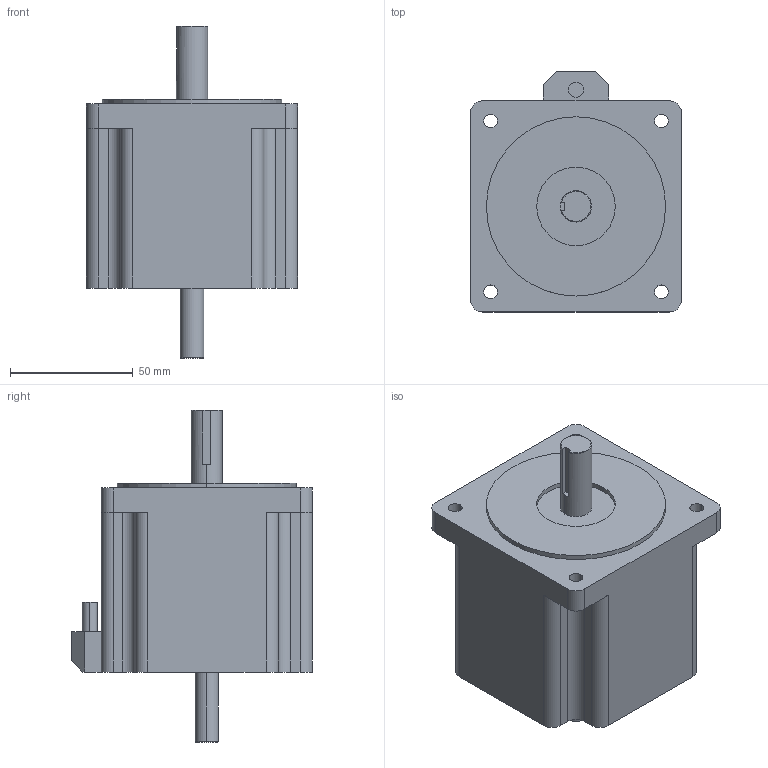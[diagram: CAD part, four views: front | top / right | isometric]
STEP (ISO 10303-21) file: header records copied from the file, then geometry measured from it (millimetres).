
FILE_DESCRIPTION (( 'STEP AP214' ), '1' );
FILE_NAME ('STP-MTRAC-34075D from HT34-695 75mm from 696_117mm r1.STEP', '2019-08-20T17:13:09', ( '' ), ( '' ), 'SwSTEP 2.0', 'SolidWorks 2017', '' );
FILE_SCHEMA (( 'AUTOMOTIVE_DESIGN' ));
Length unit declared in the file: millimetre
Products named in the file (1): STP-MTRAC-34075D from HT34-695 75mm from 696_117mm r1
Bounding box: 86 x 98 x 135.25 mm (x, y, z)
Volume: 520033.3 mm3; surface area: 43426.1 mm2
Topology: 1 solids, 1 shells, 88 faces, 226 edges, 150 vertices
Faces by surface type: cylinder 44, plane 39, cone 5
Entity records: 2763 total; most frequent: DIRECTION 499, CARTESIAN_POINT 471, ORIENTED_EDGE 452, EDGE_CURVE 226, AXIS2_PLACEMENT_3D 186, VERTEX_POINT 150, LINE 127, VECTOR 127
